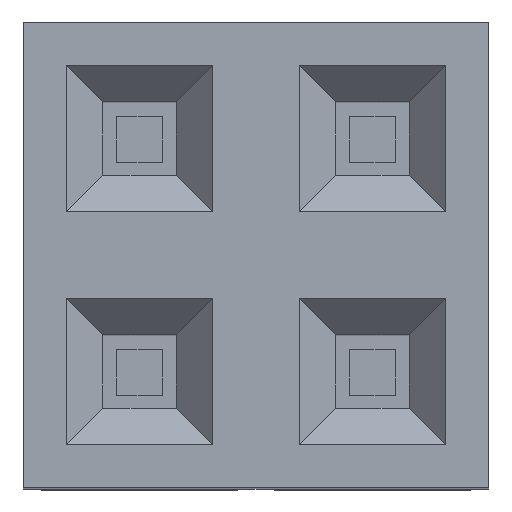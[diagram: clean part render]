
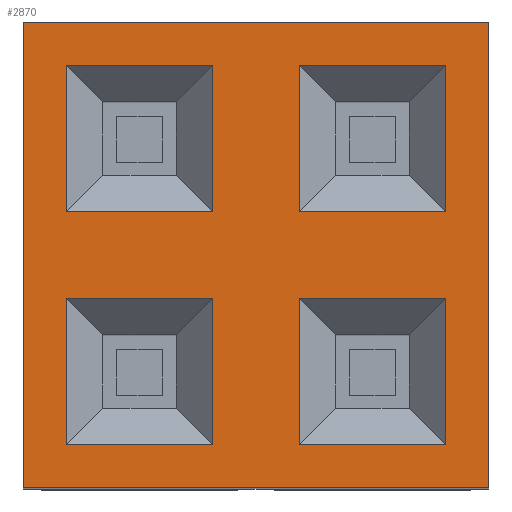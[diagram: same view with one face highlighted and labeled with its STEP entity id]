
A CAD part, top view. The second image highlights one B-rep face of the part: STEP entity #2870.
In plain terms, the highlighted planar face has unit normal (0, 0, 1).
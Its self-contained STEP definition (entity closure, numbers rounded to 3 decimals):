
#2130 = VERTEX_POINT('',#2131);
#2131 = CARTESIAN_POINT('',(-1.27,-1.27,13.58));
#2137 = EDGE_CURVE('',#2130,#2138,#2140,.T.);
#2138 = VERTEX_POINT('',#2139);
#2139 = CARTESIAN_POINT('',(3.81,-1.27,13.58));
#2140 = LINE('',#2141,#2142);
#2141 = CARTESIAN_POINT('',(-1.27,-1.27,13.58));
#2142 = VECTOR('',#2143,1.);
#2143 = DIRECTION('',(1.,0.,0.));
#2258 = VERTEX_POINT('',#2259);
#2259 = CARTESIAN_POINT('',(-1.27,3.81,13.58));
#2265 = EDGE_CURVE('',#2258,#2266,#2268,.T.);
#2266 = VERTEX_POINT('',#2267);
#2267 = CARTESIAN_POINT('',(3.81,3.81,13.58));
#2268 = LINE('',#2269,#2270);
#2269 = CARTESIAN_POINT('',(-1.27,3.81,13.58));
#2270 = VECTOR('',#2271,1.);
#2271 = DIRECTION('',(1.,0.,0.));
#2829 = EDGE_CURVE('',#2130,#2258,#2830,.T.);
#2830 = LINE('',#2831,#2832);
#2831 = CARTESIAN_POINT('',(-1.27,-1.27,13.58));
#2832 = VECTOR('',#2833,1.);
#2833 = DIRECTION('',(0.,1.,0.));
#2870 = ADVANCED_FACE('',(#2871,#2882,#2916,#2950,#2984),#3018,.T.);
#2871 = FACE_BOUND('',#2872,.T.);
#2872 = EDGE_LOOP('',(#2873,#2874,#2875,#2881));
#2873 = ORIENTED_EDGE('',*,*,#2829,.F.);
#2874 = ORIENTED_EDGE('',*,*,#2137,.T.);
#2875 = ORIENTED_EDGE('',*,*,#2876,.T.);
#2876 = EDGE_CURVE('',#2138,#2266,#2877,.T.);
#2877 = LINE('',#2878,#2879);
#2878 = CARTESIAN_POINT('',(3.81,-1.27,13.58));
#2879 = VECTOR('',#2880,1.);
#2880 = DIRECTION('',(0.,1.,0.));
#2881 = ORIENTED_EDGE('',*,*,#2265,.F.);
#2882 = FACE_BOUND('',#2883,.T.);
#2883 = EDGE_LOOP('',(#2884,#2894,#2902,#2910));
#2884 = ORIENTED_EDGE('',*,*,#2885,.T.);
#2885 = EDGE_CURVE('',#2886,#2888,#2890,.T.);
#2886 = VERTEX_POINT('',#2887);
#2887 = CARTESIAN_POINT('',(-0.8,-0.8,13.58));
#2888 = VERTEX_POINT('',#2889);
#2889 = CARTESIAN_POINT('',(-0.8,0.8,13.58));
#2890 = LINE('',#2891,#2892);
#2891 = CARTESIAN_POINT('',(-0.8,-0.8,13.58));
#2892 = VECTOR('',#2893,1.);
#2893 = DIRECTION('',(0.,1.,0.));
#2894 = ORIENTED_EDGE('',*,*,#2895,.T.);
#2895 = EDGE_CURVE('',#2888,#2896,#2898,.T.);
#2896 = VERTEX_POINT('',#2897);
#2897 = CARTESIAN_POINT('',(0.8,0.8,13.58));
#2898 = LINE('',#2899,#2900);
#2899 = CARTESIAN_POINT('',(-0.8,0.8,13.58));
#2900 = VECTOR('',#2901,1.);
#2901 = DIRECTION('',(1.,0.,0.));
#2902 = ORIENTED_EDGE('',*,*,#2903,.F.);
#2903 = EDGE_CURVE('',#2904,#2896,#2906,.T.);
#2904 = VERTEX_POINT('',#2905);
#2905 = CARTESIAN_POINT('',(0.8,-0.8,13.58));
#2906 = LINE('',#2907,#2908);
#2907 = CARTESIAN_POINT('',(0.8,-0.8,13.58));
#2908 = VECTOR('',#2909,1.);
#2909 = DIRECTION('',(0.,1.,0.));
#2910 = ORIENTED_EDGE('',*,*,#2911,.F.);
#2911 = EDGE_CURVE('',#2886,#2904,#2912,.T.);
#2912 = LINE('',#2913,#2914);
#2913 = CARTESIAN_POINT('',(-0.8,-0.8,13.58));
#2914 = VECTOR('',#2915,1.);
#2915 = DIRECTION('',(1.,0.,0.));
#2916 = FACE_BOUND('',#2917,.T.);
#2917 = EDGE_LOOP('',(#2918,#2928,#2936,#2944));
#2918 = ORIENTED_EDGE('',*,*,#2919,.T.);
#2919 = EDGE_CURVE('',#2920,#2922,#2924,.T.);
#2920 = VERTEX_POINT('',#2921);
#2921 = CARTESIAN_POINT('',(1.74,-0.8,13.58));
#2922 = VERTEX_POINT('',#2923);
#2923 = CARTESIAN_POINT('',(1.74,0.8,13.58));
#2924 = LINE('',#2925,#2926);
#2925 = CARTESIAN_POINT('',(1.74,-0.8,13.58));
#2926 = VECTOR('',#2927,1.);
#2927 = DIRECTION('',(0.,1.,0.));
#2928 = ORIENTED_EDGE('',*,*,#2929,.T.);
#2929 = EDGE_CURVE('',#2922,#2930,#2932,.T.);
#2930 = VERTEX_POINT('',#2931);
#2931 = CARTESIAN_POINT('',(3.34,0.8,13.58));
#2932 = LINE('',#2933,#2934);
#2933 = CARTESIAN_POINT('',(1.74,0.8,13.58));
#2934 = VECTOR('',#2935,1.);
#2935 = DIRECTION('',(1.,0.,0.));
#2936 = ORIENTED_EDGE('',*,*,#2937,.F.);
#2937 = EDGE_CURVE('',#2938,#2930,#2940,.T.);
#2938 = VERTEX_POINT('',#2939);
#2939 = CARTESIAN_POINT('',(3.34,-0.8,13.58));
#2940 = LINE('',#2941,#2942);
#2941 = CARTESIAN_POINT('',(3.34,-0.8,13.58));
#2942 = VECTOR('',#2943,1.);
#2943 = DIRECTION('',(0.,1.,0.));
#2944 = ORIENTED_EDGE('',*,*,#2945,.F.);
#2945 = EDGE_CURVE('',#2920,#2938,#2946,.T.);
#2946 = LINE('',#2947,#2948);
#2947 = CARTESIAN_POINT('',(1.74,-0.8,13.58));
#2948 = VECTOR('',#2949,1.);
#2949 = DIRECTION('',(1.,0.,0.));
#2950 = FACE_BOUND('',#2951,.T.);
#2951 = EDGE_LOOP('',(#2952,#2962,#2970,#2978));
#2952 = ORIENTED_EDGE('',*,*,#2953,.F.);
#2953 = EDGE_CURVE('',#2954,#2956,#2958,.T.);
#2954 = VERTEX_POINT('',#2955);
#2955 = CARTESIAN_POINT('',(0.8,1.74,13.58));
#2956 = VERTEX_POINT('',#2957);
#2957 = CARTESIAN_POINT('',(0.8,3.34,13.58));
#2958 = LINE('',#2959,#2960);
#2959 = CARTESIAN_POINT('',(0.8,1.74,13.58));
#2960 = VECTOR('',#2961,1.);
#2961 = DIRECTION('',(0.,1.,0.));
#2962 = ORIENTED_EDGE('',*,*,#2963,.F.);
#2963 = EDGE_CURVE('',#2964,#2954,#2966,.T.);
#2964 = VERTEX_POINT('',#2965);
#2965 = CARTESIAN_POINT('',(-0.8,1.74,13.58));
#2966 = LINE('',#2967,#2968);
#2967 = CARTESIAN_POINT('',(-0.8,1.74,13.58));
#2968 = VECTOR('',#2969,1.);
#2969 = DIRECTION('',(1.,0.,0.));
#2970 = ORIENTED_EDGE('',*,*,#2971,.T.);
#2971 = EDGE_CURVE('',#2964,#2972,#2974,.T.);
#2972 = VERTEX_POINT('',#2973);
#2973 = CARTESIAN_POINT('',(-0.8,3.34,13.58));
#2974 = LINE('',#2975,#2976);
#2975 = CARTESIAN_POINT('',(-0.8,1.74,13.58));
#2976 = VECTOR('',#2977,1.);
#2977 = DIRECTION('',(0.,1.,0.));
#2978 = ORIENTED_EDGE('',*,*,#2979,.T.);
#2979 = EDGE_CURVE('',#2972,#2956,#2980,.T.);
#2980 = LINE('',#2981,#2982);
#2981 = CARTESIAN_POINT('',(-0.8,3.34,13.58));
#2982 = VECTOR('',#2983,1.);
#2983 = DIRECTION('',(1.,0.,0.));
#2984 = FACE_BOUND('',#2985,.T.);
#2985 = EDGE_LOOP('',(#2986,#2996,#3004,#3012));
#2986 = ORIENTED_EDGE('',*,*,#2987,.T.);
#2987 = EDGE_CURVE('',#2988,#2990,#2992,.T.);
#2988 = VERTEX_POINT('',#2989);
#2989 = CARTESIAN_POINT('',(1.74,3.34,13.58));
#2990 = VERTEX_POINT('',#2991);
#2991 = CARTESIAN_POINT('',(3.34,3.34,13.58));
#2992 = LINE('',#2993,#2994);
#2993 = CARTESIAN_POINT('',(1.74,3.34,13.58));
#2994 = VECTOR('',#2995,1.);
#2995 = DIRECTION('',(1.,0.,0.));
#2996 = ORIENTED_EDGE('',*,*,#2997,.F.);
#2997 = EDGE_CURVE('',#2998,#2990,#3000,.T.);
#2998 = VERTEX_POINT('',#2999);
#2999 = CARTESIAN_POINT('',(3.34,1.74,13.58));
#3000 = LINE('',#3001,#3002);
#3001 = CARTESIAN_POINT('',(3.34,1.74,13.58));
#3002 = VECTOR('',#3003,1.);
#3003 = DIRECTION('',(0.,1.,0.));
#3004 = ORIENTED_EDGE('',*,*,#3005,.F.);
#3005 = EDGE_CURVE('',#3006,#2998,#3008,.T.);
#3006 = VERTEX_POINT('',#3007);
#3007 = CARTESIAN_POINT('',(1.74,1.74,13.58));
#3008 = LINE('',#3009,#3010);
#3009 = CARTESIAN_POINT('',(1.74,1.74,13.58));
#3010 = VECTOR('',#3011,1.);
#3011 = DIRECTION('',(1.,0.,0.));
#3012 = ORIENTED_EDGE('',*,*,#3013,.T.);
#3013 = EDGE_CURVE('',#3006,#2988,#3014,.T.);
#3014 = LINE('',#3015,#3016);
#3015 = CARTESIAN_POINT('',(1.74,1.74,13.58));
#3016 = VECTOR('',#3017,1.);
#3017 = DIRECTION('',(0.,1.,0.));
#3018 = PLANE('',#3019);
#3019 = AXIS2_PLACEMENT_3D('',#3020,#3021,#3022);
#3020 = CARTESIAN_POINT('',(-1.27,-1.27,13.58));
#3021 = DIRECTION('',(0.,0.,1.));
#3022 = DIRECTION('',(1.,0.,0.));
